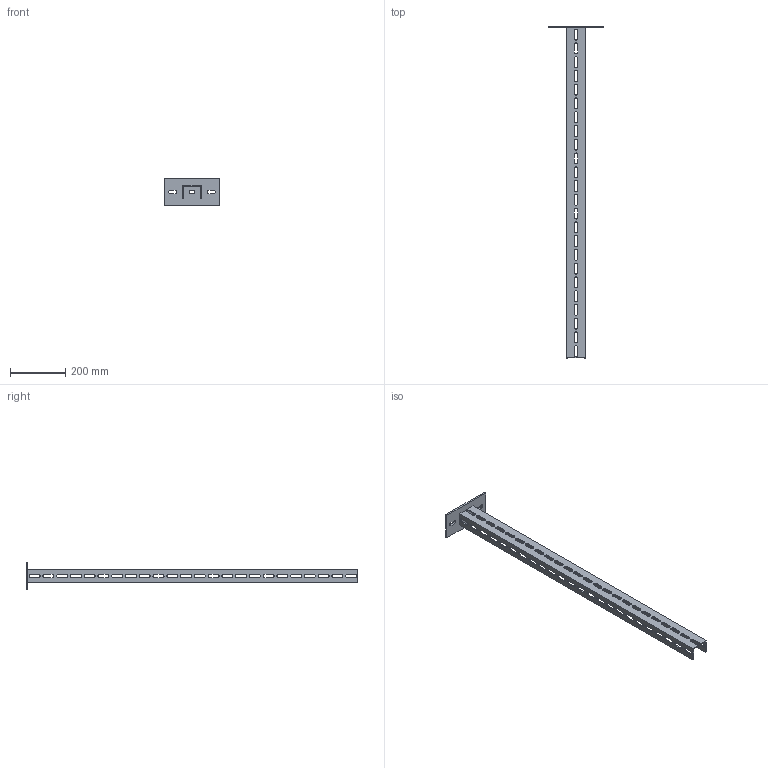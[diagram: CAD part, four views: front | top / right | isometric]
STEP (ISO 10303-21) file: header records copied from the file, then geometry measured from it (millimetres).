
FILE_DESCRIPTION (( 'STEP AP214' ), '1' );
FILE_NAME ('6338876.STP', '2020-05-08T11:24:26', ( '' ), ( '' ), 'SwSTEP 2.0', 'SolidWorks 2018', '' );
FILE_SCHEMA (( 'AUTOMOTIVE_DESIGN' ));
Length unit declared in the file: millimetre
Products named in the file (3): 6338876; KTS 01.009-001_1200; KTS 02.020-008_Standard
Assembly tree (2 placements, depth 2):
  6338876
    KTS 02.020-008_Standard
    KTS 01.009-001_1200
Bounding box: 200 x 1206.5 x 100 mm (x, y, z)
Volume: 752381.1 mm3; surface area: 396122.8 mm2
Topology: 2 solids, 2 shells, 396 faces, 1176 edges, 784 vertices
Faces by surface type: cylinder 222, plane 174
Entity records: 13834 total; most frequent: DIRECTION 2422, CARTESIAN_POINT 2361, ORIENTED_EDGE 2352, EDGE_CURVE 1176, AXIS2_PLACEMENT_3D 845, VERTEX_POINT 784, VECTOR 732, LINE 732
